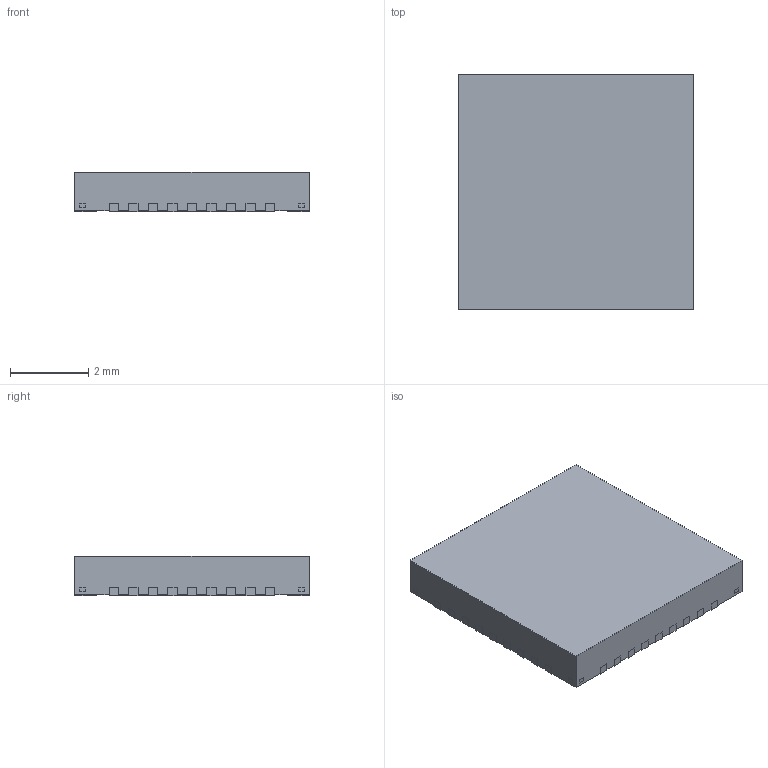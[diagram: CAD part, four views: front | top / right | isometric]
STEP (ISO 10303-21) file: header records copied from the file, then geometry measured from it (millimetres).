
FILE_DESCRIPTION((''),'2;1');
FILE_NAME('RHH0036B_ASM','2019-10-17T08:17:32',('a0412086'),(''),'CREO PARAMETRIC BY PTC INC, 2018020','CREO PARAMETRIC BY PTC INC, 2018020','');
FILE_SCHEMA(('AUTOMOTIVE_DESIGN { 1 0 10303 214 1 1 1 1 }'));
Length unit declared in the file: millimetre
Products named in the file (4): FRAME; BODY; PIN1_AREA; RHH0036B_ASM
Assembly tree (3 placements, depth 2):
  RHH0036B_ASM
    FRAME
    BODY
    PIN1_AREA
Bounding box: 6 x 6 x 1 mm (x, y, z)
Volume: 35.6 mm3; surface area: 162.6 mm2
Topology: 42 solids, 42 shells, 579 faces, 1482 edges, 988 vertices
Faces by surface type: plane 435, cylinder 144
Entity records: 22641 total; most frequent: CARTESIAN_POINT 3063, ORIENTED_EDGE 2964, DIRECTION 2942, PRESENTATION_STYLE_ASSIGNMENT 1569, STYLED_ITEM 1525, CURVE_STYLE 1482, EDGE_CURVE 1482, VECTOR 1194
